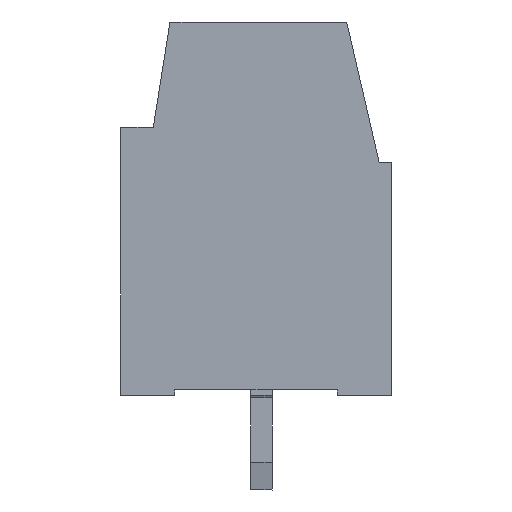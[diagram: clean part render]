
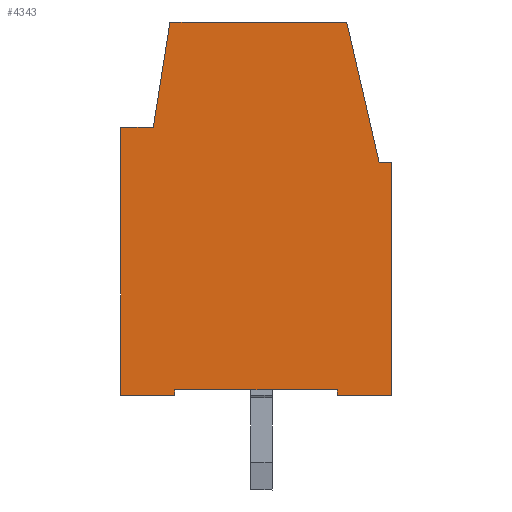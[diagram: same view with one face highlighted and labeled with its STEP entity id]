
A CAD part, left-side view. The second image highlights one B-rep face of the part: STEP entity #4343.
In plain terms, the highlighted planar face has unit normal (-1, 0, 0).
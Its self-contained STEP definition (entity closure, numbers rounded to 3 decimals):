
#4251=AXIS2_PLACEMENT_3D('Plane Axis2P3D',#4248,#4249,#4250) ;
#3854=CARTESIAN_POINT('Vertex',(0.,0.,12.101)) ;
#3857=CARTESIAN_POINT('Line Origine',(0.,0.,7.8)) ;
#3861=CARTESIAN_POINT('Vertex',(0.,0.,3.5)) ;
#4231=CARTESIAN_POINT('Vertex',(0.,0.445,12.1)) ;
#4234=CARTESIAN_POINT('Line Origine',(0.,0.223,12.1)) ;
#4248=CARTESIAN_POINT('Axis2P3D Location',(0.,3.449,14.)) ;
#4253=CARTESIAN_POINT('Line Origine',(0.,1.027,14.623)) ;
#4257=CARTESIAN_POINT('Vertex',(0.,1.609,17.145)) ;
#4260=CARTESIAN_POINT('Line Origine',(0.,1.627,17.223)) ;
#4264=CARTESIAN_POINT('Vertex',(0.,1.645,17.3)) ;
#4267=CARTESIAN_POINT('Line Origine',(0.,4.913,17.3)) ;
#4271=CARTESIAN_POINT('Vertex',(0.,8.181,17.301)) ;
#4274=CARTESIAN_POINT('Line Origine',(0.,8.49,15.351)) ;
#4278=CARTESIAN_POINT('Vertex',(0.,8.799,13.401)) ;
#4281=CARTESIAN_POINT('Line Origine',(0.,9.399,13.401)) ;
#4285=CARTESIAN_POINT('Vertex',(0.,9.999,13.401)) ;
#4288=CARTESIAN_POINT('Line Origine',(0.,10.,8.451)) ;
#4292=CARTESIAN_POINT('Vertex',(0.,10.,3.501)) ;
#4295=CARTESIAN_POINT('Line Origine',(0.,9.,3.501)) ;
#4299=CARTESIAN_POINT('Vertex',(0.,8.,3.501)) ;
#4302=CARTESIAN_POINT('Line Origine',(0.,8.,3.601)) ;
#4306=CARTESIAN_POINT('Vertex',(0.,8.,3.701)) ;
#4309=CARTESIAN_POINT('Line Origine',(0.,5.,3.7)) ;
#4313=CARTESIAN_POINT('Vertex',(0.,2.,3.7)) ;
#4316=CARTESIAN_POINT('Line Origine',(0.,2.,3.6)) ;
#4320=CARTESIAN_POINT('Vertex',(0.,2.,3.5)) ;
#4323=CARTESIAN_POINT('Line Origine',(0.,1.,3.5)) ;
#3858=DIRECTION('Vector Direction',(0.,0.,1.)) ;
#4235=DIRECTION('Vector Direction',(0.,-1.,0.001)) ;
#4249=DIRECTION('Axis2P3D Direction',(1.,0.,0.)) ;
#4250=DIRECTION('Axis2P3D XDirection',(0.,1.,0.)) ;
#4254=DIRECTION('Vector Direction',(0.,0.225,0.974)) ;
#4261=DIRECTION('Vector Direction',(0.,0.225,0.974)) ;
#4268=DIRECTION('Vector Direction',(0.,-1.,0.)) ;
#4275=DIRECTION('Vector Direction',(0.,0.157,-0.988)) ;
#4282=DIRECTION('Vector Direction',(0.,-1.,0.)) ;
#4289=DIRECTION('Vector Direction',(0.,0.,-1.)) ;
#4296=DIRECTION('Vector Direction',(0.,-1.,0.)) ;
#4303=DIRECTION('Vector Direction',(0.,0.,1.)) ;
#4310=DIRECTION('Vector Direction',(0.,-1.,0.)) ;
#4317=DIRECTION('Vector Direction',(0.,0.,-1.)) ;
#4324=DIRECTION('Vector Direction',(0.,-1.,0.)) ;
#3859=VECTOR('Line Direction',#3858,1.) ;
#4236=VECTOR('Line Direction',#4235,1.) ;
#4255=VECTOR('Line Direction',#4254,1.) ;
#4262=VECTOR('Line Direction',#4261,1.) ;
#4269=VECTOR('Line Direction',#4268,1.) ;
#4276=VECTOR('Line Direction',#4275,1.) ;
#4283=VECTOR('Line Direction',#4282,1.) ;
#4290=VECTOR('Line Direction',#4289,1.) ;
#4297=VECTOR('Line Direction',#4296,1.) ;
#4304=VECTOR('Line Direction',#4303,1.) ;
#4311=VECTOR('Line Direction',#4310,1.) ;
#4318=VECTOR('Line Direction',#4317,1.) ;
#4325=VECTOR('Line Direction',#4324,1.) ;
#4329=ORIENTED_EDGE('',*,*,#3863,.T.) ;
#4330=ORIENTED_EDGE('',*,*,#4238,.F.) ;
#4331=ORIENTED_EDGE('',*,*,#4259,.T.) ;
#4332=ORIENTED_EDGE('',*,*,#4266,.T.) ;
#4333=ORIENTED_EDGE('',*,*,#4273,.F.) ;
#4334=ORIENTED_EDGE('',*,*,#4280,.T.) ;
#4335=ORIENTED_EDGE('',*,*,#4287,.F.) ;
#4336=ORIENTED_EDGE('',*,*,#4294,.T.) ;
#4337=ORIENTED_EDGE('',*,*,#4301,.T.) ;
#4338=ORIENTED_EDGE('',*,*,#4308,.T.) ;
#4339=ORIENTED_EDGE('',*,*,#4315,.T.) ;
#4340=ORIENTED_EDGE('',*,*,#4322,.T.) ;
#4341=ORIENTED_EDGE('',*,*,#4327,.T.) ;
#4343=ADVANCED_FACE('COVER',(#4342),#4252,.F.) ;
#3863=EDGE_CURVE('',#3862,#3855,#3860,.T.) ;
#4238=EDGE_CURVE('',#4232,#3855,#4237,.T.) ;
#4259=EDGE_CURVE('',#4232,#4258,#4256,.T.) ;
#4266=EDGE_CURVE('',#4258,#4265,#4263,.T.) ;
#4273=EDGE_CURVE('',#4272,#4265,#4270,.T.) ;
#4280=EDGE_CURVE('',#4272,#4279,#4277,.T.) ;
#4287=EDGE_CURVE('',#4286,#4279,#4284,.T.) ;
#4294=EDGE_CURVE('',#4286,#4293,#4291,.T.) ;
#4301=EDGE_CURVE('',#4293,#4300,#4298,.T.) ;
#4308=EDGE_CURVE('',#4300,#4307,#4305,.T.) ;
#4315=EDGE_CURVE('',#4307,#4314,#4312,.T.) ;
#4322=EDGE_CURVE('',#4314,#4321,#4319,.T.) ;
#4327=EDGE_CURVE('',#4321,#3862,#4326,.T.) ;
#4328=EDGE_LOOP('',(#4329,#4330,#4331,#4332,#4333,#4334,#4335,#4336,#4337,#4338,#4339,#4340,#4341)) ;
#4342=FACE_OUTER_BOUND('',#4328,.T.) ;
#3860=LINE('Line',#3857,#3859) ;
#4237=LINE('Line',#4234,#4236) ;
#4256=LINE('Line',#4253,#4255) ;
#4263=LINE('Line',#4260,#4262) ;
#4270=LINE('Line',#4267,#4269) ;
#4277=LINE('Line',#4274,#4276) ;
#4284=LINE('Line',#4281,#4283) ;
#4291=LINE('Line',#4288,#4290) ;
#4298=LINE('Line',#4295,#4297) ;
#4305=LINE('Line',#4302,#4304) ;
#4312=LINE('Line',#4309,#4311) ;
#4319=LINE('Line',#4316,#4318) ;
#4326=LINE('Line',#4323,#4325) ;
#4252=PLANE('',#4251) ;
#3855=VERTEX_POINT('',#3854) ;
#3862=VERTEX_POINT('',#3861) ;
#4232=VERTEX_POINT('',#4231) ;
#4258=VERTEX_POINT('',#4257) ;
#4265=VERTEX_POINT('',#4264) ;
#4272=VERTEX_POINT('',#4271) ;
#4279=VERTEX_POINT('',#4278) ;
#4286=VERTEX_POINT('',#4285) ;
#4293=VERTEX_POINT('',#4292) ;
#4300=VERTEX_POINT('',#4299) ;
#4307=VERTEX_POINT('',#4306) ;
#4314=VERTEX_POINT('',#4313) ;
#4321=VERTEX_POINT('',#4320) ;
